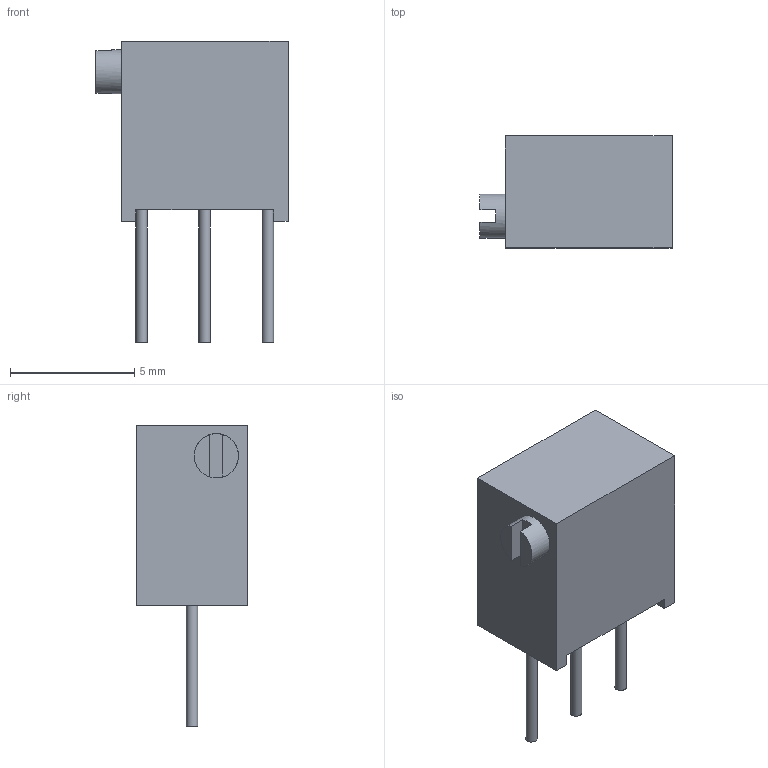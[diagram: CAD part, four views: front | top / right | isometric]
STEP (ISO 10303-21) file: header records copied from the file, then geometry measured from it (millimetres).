
FILE_DESCRIPTION(('FreeCAD Model'),'2;1');
FILE_NAME( 'Potentiometer_Bourns_3266Z_Horizontal.step', '2019-01-08T19:13:31',('kicad StepUp'),('ksu MCAD'), 'Open CASCADE STEP processor 7.3','FreeCAD','Unknown');
FILE_SCHEMA(('AUTOMOTIVE_DESIGN { 1 0 10303 214 1 1 1 1 }'));
Length unit declared in the file: millimetre
Products named in the file (1): Potentiometer_Bourns_3266Z_Horizontal
Bounding box: 7.73 x 4.5 x 12.12 mm (x, y, z)
Volume: 211.8 mm3; surface area: 258.1 mm2
Topology: 5 solids, 5 shells, 26 faces, 48 edges, 32 vertices
Faces by surface type: plane 22, cylinder 4
Full cylindrical faces by diameter (mm): 0.46 x3, 1.78 x1
Entity records: 832 total; most frequent: DIRECTION 114, CARTESIAN_POINT 107, ORIENTED_EDGE 96, EDGE_CURVE 48, AXIS2_PLACEMENT_3D 39, LINE 36, VECTOR 36, VERTEX_POINT 32
